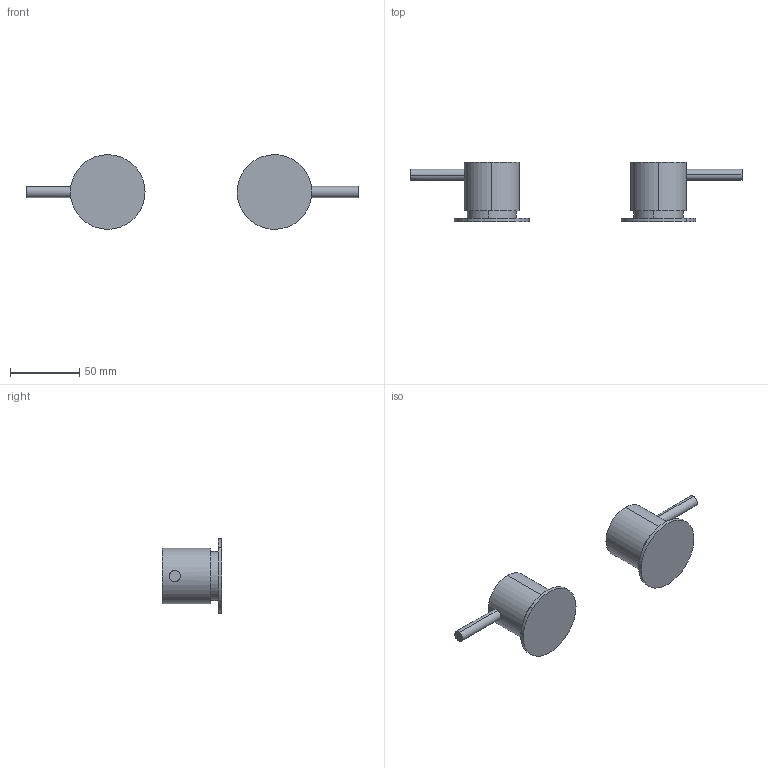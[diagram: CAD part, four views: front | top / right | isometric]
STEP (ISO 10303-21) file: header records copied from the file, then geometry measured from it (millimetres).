
FILE_DESCRIPTION (( 'STEP AP214' ), '1' );
FILE_NAME ('SUSSEX_SCALA_SBT_basin_top_assembly_shell.STEP', '2021-08-02T03:49:26', ( '' ), ( '' ), 'SwSTEP 2.0', 'SolidWorks 2020', '' );
FILE_SCHEMA (( 'AUTOMOTIVE_DESIGN' ));
Length unit declared in the file: millimetre
Products named in the file (1): SUSSEX_SCALA_SBT_basin_top_assembly_shell
Bounding box: 240.01 x 42.93 x 54 mm (x, y, z)
Volume: 114153.1 mm3; surface area: 31248.6 mm2
Topology: 8 solids, 8 shells, 144 faces, 350 edges, 234 vertices
Faces by surface type: plane 63, bspline 57, cylinder 20, cone 4
Entity records: 5065 total; most frequent: CARTESIAN_POINT 1870, ORIENTED_EDGE 700, DIRECTION 432, EDGE_CURVE 350, VERTEX_POINT 234, LINE 192, VECTOR 192, EDGE_LOOP 156
